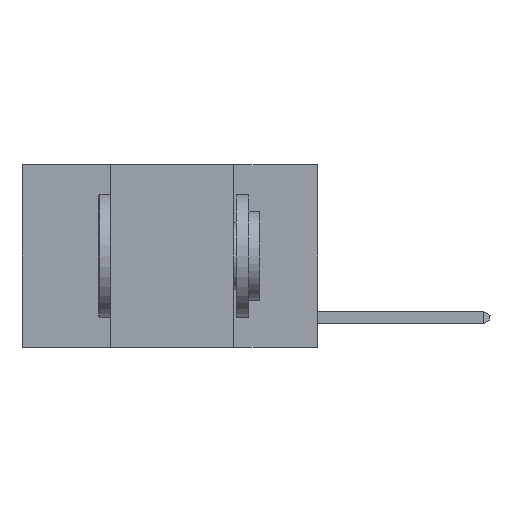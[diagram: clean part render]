
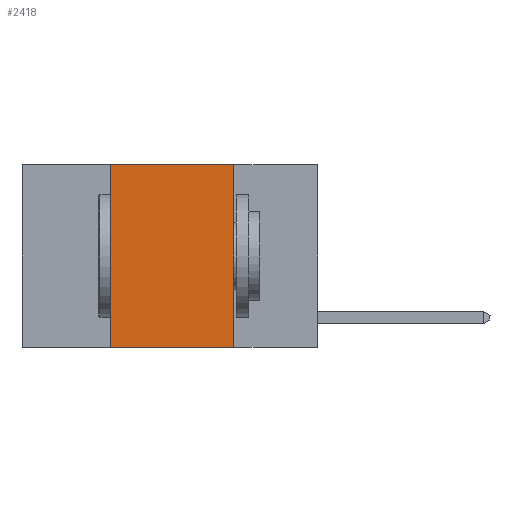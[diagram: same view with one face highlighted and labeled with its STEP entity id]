
A CAD part, left-side view. The second image highlights one B-rep face of the part: STEP entity #2418.
In plain terms, the highlighted planar face has unit normal (-1, 0, 0).
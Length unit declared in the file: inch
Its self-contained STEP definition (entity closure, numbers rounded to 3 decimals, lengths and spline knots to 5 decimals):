
#1454 = EDGE_CURVE ( 'NONE', #5300, #3019, #8643, .T. ) ;
#1691 = VECTOR ( 'NONE', #5320, 39.37008 ) ;
#1786 = CARTESIAN_POINT ( 'NONE',  ( 0., 0.17, 0. ) ) ;
#2334 = DIRECTION ( 'NONE',  ( 0., 0., -1. ) ) ;
#2418 = ADVANCED_FACE ( 'NONE', ( #15003 ), #4842, .F. ) ;
#2964 = EDGE_CURVE ( 'NONE', #5300, #13449, #13711, .T. ) ;
#3019 = VERTEX_POINT ( 'NONE', #11361 ) ;
#3320 = ORIENTED_EDGE ( 'NONE', *, *, #12100, .F. ) ;
#4563 = LINE ( 'NONE', #1786, #15782 ) ;
#4842 = PLANE ( 'NONE',  #14425 ) ;
#5300 = VERTEX_POINT ( 'NONE', #7163 ) ;
#5320 = DIRECTION ( 'NONE',  ( 0., -1., 0. ) ) ;
#5893 = ORIENTED_EDGE ( 'NONE', *, *, #1454, .F. ) ;
#6257 = DIRECTION ( 'NONE',  ( 0., -1., 0. ) ) ;
#6332 = CARTESIAN_POINT ( 'NONE',  ( 0., 0.6, -0.37 ) ) ;
#6384 = VECTOR ( 'NONE', #6257, 39.37008 ) ;
#7163 = CARTESIAN_POINT ( 'NONE',  ( 0., 0.42, -0.37 ) ) ;
#7598 = VERTEX_POINT ( 'NONE', #11541 ) ;
#7680 = LINE ( 'NONE', #9131, #1691 ) ;
#8252 = ORIENTED_EDGE ( 'NONE', *, *, #12243, .F. ) ;
#8592 = DIRECTION ( 'NONE',  ( 1., 0., 0. ) ) ;
#8643 = LINE ( 'NONE', #9939, #16060 ) ;
#9131 = CARTESIAN_POINT ( 'NONE',  ( 0., 0.6, 0. ) ) ;
#9793 = CARTESIAN_POINT ( 'NONE',  ( 0., 0.6, 0. ) ) ;
#9856 = ORIENTED_EDGE ( 'NONE', *, *, #2964, .T. ) ;
#9939 = CARTESIAN_POINT ( 'NONE',  ( 0., 0.42, 0. ) ) ;
#11361 = CARTESIAN_POINT ( 'NONE',  ( 0., 0.42, 0. ) ) ;
#11541 = CARTESIAN_POINT ( 'NONE',  ( 0., 0.17, 0. ) ) ;
#12100 = EDGE_CURVE ( 'NONE', #3019, #7598, #7680, .T. ) ;
#12243 = EDGE_CURVE ( 'NONE', #7598, #13449, #4563, .T. ) ;
#13449 = VERTEX_POINT ( 'NONE', #14572 ) ;
#13534 = DIRECTION ( 'NONE',  ( 0., 0., -1. ) ) ;
#13657 = DIRECTION ( 'NONE',  ( 0., 0., 1. ) ) ;
#13711 = LINE ( 'NONE', #6332, #6384 ) ;
#14425 = AXIS2_PLACEMENT_3D ( 'NONE', #9793, #8592, #13534 ) ;
#14572 = CARTESIAN_POINT ( 'NONE',  ( 0., 0.17, -0.37 ) ) ;
#14625 = EDGE_LOOP ( 'NONE', ( #8252, #3320, #5893, #9856 ) ) ;
#15003 = FACE_OUTER_BOUND ( 'NONE', #14625, .T. ) ;
#15782 = VECTOR ( 'NONE', #2334, 39.37008 ) ;
#16060 = VECTOR ( 'NONE', #13657, 39.37008 ) ;
